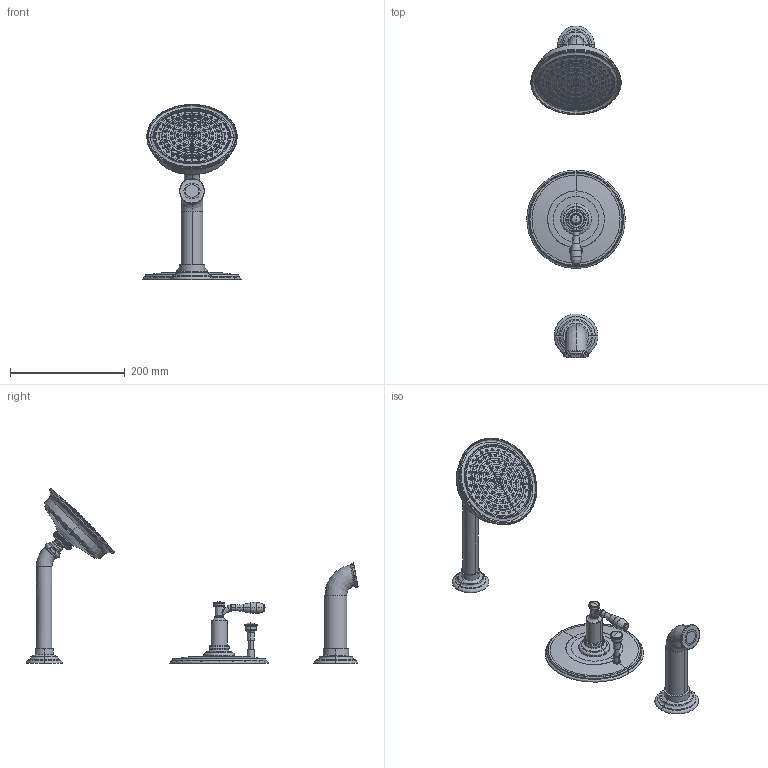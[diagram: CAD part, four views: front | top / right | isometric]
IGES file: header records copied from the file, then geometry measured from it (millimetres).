
Start section:  PTC IGES file: 3-2552bp.igs
Global section: file name: 3-2552bp.igs; native system: Creo Parametric by PTC Inc.; preprocessor: 2018400; author: rsmith; organization: Unknown; date: 20210826.174118; units: inch
Bounding box: 171.38 x 578.33 x 304.99 mm (x, y, z)
Surface area: 208118.6 mm2 (no closed solid volume)
Topology: 0 solids, 0 shells, 2198 faces, 9982 edges, 9974 vertices
Faces by surface type: revolution 1372, bspline 826
